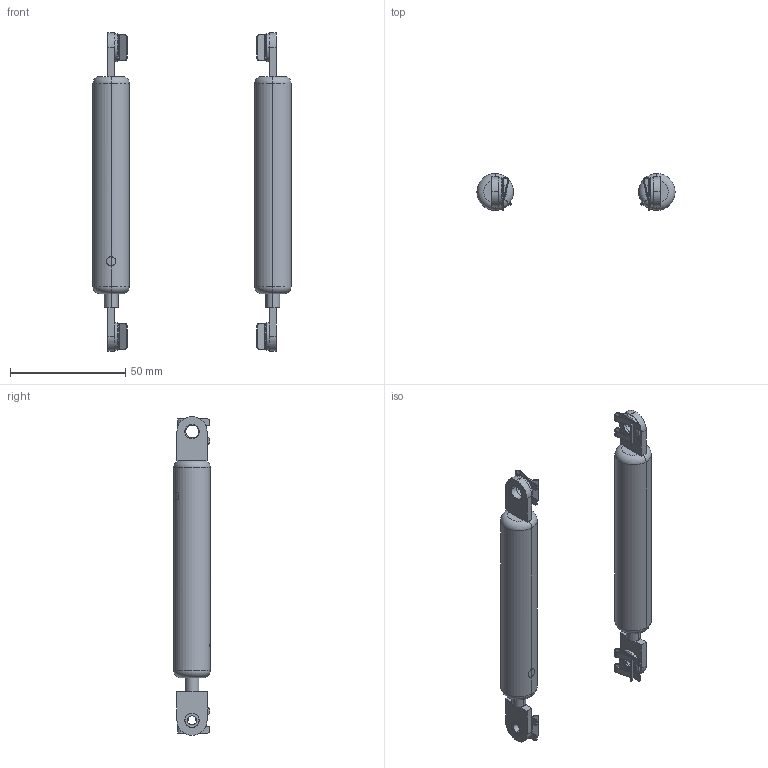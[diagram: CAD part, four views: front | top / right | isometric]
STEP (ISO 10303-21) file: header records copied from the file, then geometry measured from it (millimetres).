
FILE_DESCRIPTION (( 'STEP AP214' ), '1' );
FILE_NAME ('INGUN_39200.STEP', '2024-01-09T15:08:20', ( '' ), ( '' ), 'SwSTEP 2.0', 'SolidWorks 2021', '' );
FILE_SCHEMA (( 'AUTOMOTIVE_DESIGN' ));
Length unit declared in the file: millimetre
Products named in the file (11): K_02037~0; 11536~1_einbau min 125,5 <Standard>; INGUN_39200; DIN125~n_04,3 M04,0; K_02038~0; DIN125~n_06,4 M06,0 Fase; 30618~4_S; K_02037~0_Standard ohne Dyn Punkt<Standard>; 4971~0; 38786~1_Einbau min 125,5  <Standard>; 49317~0
Assembly tree (20 placements, depth 3):
  INGUN_39200
    38786~1_Einbau min 125,5  <Standard>
      K_02037~0
      K_02038~0
    11536~1_einbau min 125,5 <Standard>
      K_02037~0_Standard ohne Dyn Punkt<Standard>
      K_02038~0
    DIN125~n_06,4 M06,0 Fase  x4
    49317~0  x4
    4971~0  x2
    DIN125~n_04,3 M04,0  x2
    30618~4_S  x2
Bounding box: 85.8 x 15.8 x 138 mm (x, y, z)
Volume: 44416.9 mm3; surface area: 18732.5 mm2
Topology: 18 solids, 18 shells, 341 faces, 905 edges, 592 vertices
Faces by surface type: cylinder 155, plane 146, bspline 24, torus 8, cone 8
Entity records: 5137 total; most frequent: CARTESIAN_POINT 949, DIRECTION 850, ORIENTED_EDGE 744, EDGE_CURVE 372, AXIS2_PLACEMENT_3D 328, VERTEX_POINT 240, VECTOR 194, LINE 194
